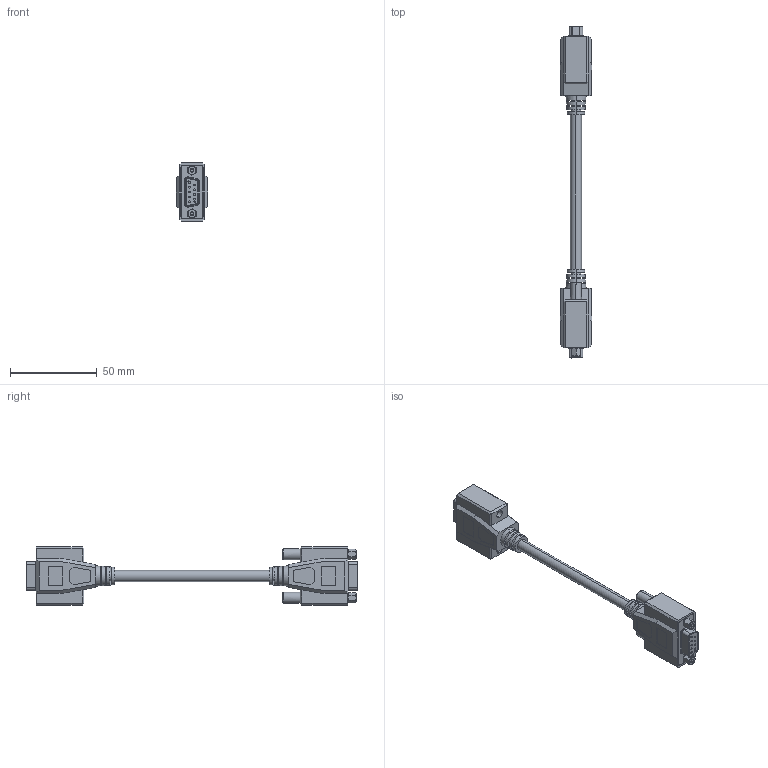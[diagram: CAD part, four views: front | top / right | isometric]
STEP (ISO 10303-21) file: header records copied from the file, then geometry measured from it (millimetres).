
FILE_DESCRIPTION (( 'STEP AP203' ), '1' );
FILE_NAME ('CSNULL9FF-5A.STEP', '2006-07-20T16:15:51', ( 'L-COM' ), ( 'L-COM' ), 'SwSTEP 2.0', 'SolidWorks 2006004', '' );
FILE_SCHEMA (( 'CONFIG_CONTROL_DESIGN' ));
Length unit declared in the file: inch
Products named in the file (6): CSNULL9FF-5A; SDHS-PROD_DEFAULT; 1AL08-029_3.5" lONG; MTN-007; SD9S_Supplier Connector; 3AA01-011
Assembly tree (9 placements, depth 2):
  CSNULL9FF-5A
    MTN-007  x2
    3AA01-011  x2
    SDHS-PROD_DEFAULT  x2
    SD9S_Supplier Connector  x2
    1AL08-029_3.5" lONG
Bounding box: 18.01 x 190.86 x 33.35 mm (x, y, z)
Volume: 38066.7 mm3; surface area: 16837.6 mm2
Topology: 9 solids, 9 shells, 552 faces, 1294 edges, 818 vertices
Faces by surface type: plane 292, cylinder 154, cone 68, bspline 28, torus 10
Entity records: 10012 total; most frequent: CARTESIAN_POINT 2853, DIRECTION 1344, ORIENTED_EDGE 1300, EDGE_CURVE 650, AXIS2_PLACEMENT_3D 478, VERTEX_POINT 411, VECTOR 388, LINE 388
